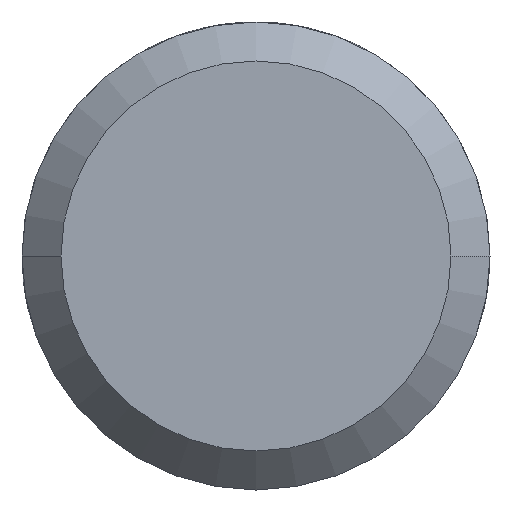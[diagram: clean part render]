
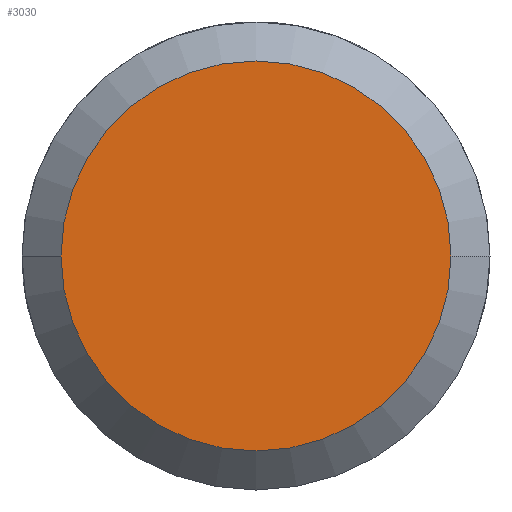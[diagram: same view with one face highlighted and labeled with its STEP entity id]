
A CAD part, front view. The second image highlights one B-rep face of the part: STEP entity #3030.
In plain terms, the highlighted planar face has unit normal (0, -1, 0).
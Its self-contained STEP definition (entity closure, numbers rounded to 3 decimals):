
#63 = EDGE_CURVE ( 'Defeature ausgef�hrt2_3+Defeature ausgef�hrt2_5+Defeature ausgef�hrt2_5+Defeature ausgef�hrt2_5', #359, #1538, #2408, .T. ) ;
#277 = EDGE_CURVE ( 'Defeature ausgef�hrt2_3+Defeature ausgef�hrt2_5+Defeature ausgef�hrt2_5+Defeature ausgef�hrt2_5', #1538, #359, #2332, .T. ) ;
#359 = VERTEX_POINT ( 'NONE', #2127 ) ;
#409 = ORIENTED_EDGE ( 'NONE', *, *, #277, .T. ) ;
#553 = AXIS2_PLACEMENT_3D ( 'NONE', #917, #1397, #884 ) ;
#749 = PLANE ( 'NONE',  #1595 ) ;
#884 = DIRECTION ( 'NONE',  ( 1., 0., 0. ) ) ;
#917 = CARTESIAN_POINT ( 'NONE',  ( 0., -40., 0. ) ) ;
#1397 = DIRECTION ( 'NONE',  ( 0., -1., 0. ) ) ;
#1435 = DIRECTION ( 'NONE',  ( 0., -1., 0. ) ) ;
#1459 = ORIENTED_EDGE ( 'NONE', *, *, #63, .T. ) ;
#1473 = DIRECTION ( 'NONE',  ( 1., 0., 0. ) ) ;
#1483 = DIRECTION ( 'NONE',  ( 0., 1., 0. ) ) ;
#1538 = VERTEX_POINT ( 'NONE', #1801 ) ;
#1595 = AXIS2_PLACEMENT_3D ( 'NONE', #2457, #1483, #1473 ) ;
#1649 = CARTESIAN_POINT ( 'NONE',  ( 0., -40., 0. ) ) ;
#1801 = CARTESIAN_POINT ( 'NONE',  ( -1.25, -40., 0. ) ) ;
#1979 = EDGE_LOOP ( 'NONE', ( #1459, #409 ) ) ;
#1980 = FACE_OUTER_BOUND ( 'NONE', #1979, .T. ) ;
#2038 = AXIS2_PLACEMENT_3D ( 'NONE', #1649, #1435, #3170 ) ;
#2127 = CARTESIAN_POINT ( 'NONE',  ( 1.25, -40., 0. ) ) ;
#2332 = CIRCLE ( 'NONE', #553, 1.25 ) ;
#2408 = CIRCLE ( 'NONE', #2038, 1.25 ) ;
#2457 = CARTESIAN_POINT ( 'NONE',  ( 0., -40., 0. ) ) ;
#3030 = ADVANCED_FACE ( 'Defeature ausgef�hrt2_3', ( #1980 ), #749, .F. ) ;
#3170 = DIRECTION ( 'NONE',  ( 1., 0., 0. ) ) ;
